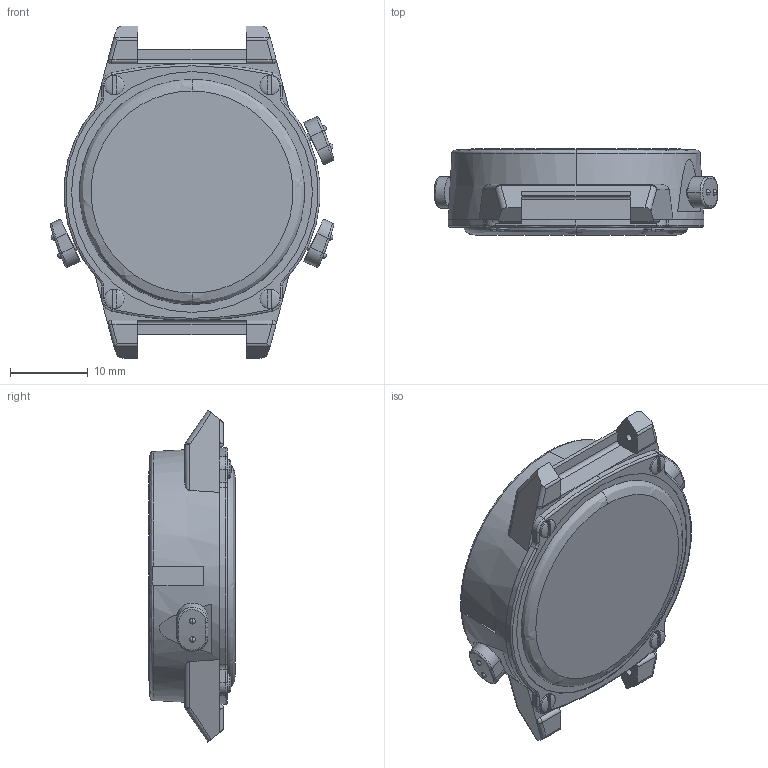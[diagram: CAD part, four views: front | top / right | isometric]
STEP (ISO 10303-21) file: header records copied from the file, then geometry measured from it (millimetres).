
FILE_DESCRIPTION (( 'STEP AP214' ), '1' );
FILE_NAME ('BG-301.STEP', '2023-01-18T15:37:49', ( '' ), ( '' ), 'SwSTEP 2.0', 'SolidWorks 2021', '' );
FILE_SCHEMA (( 'AUTOMOTIVE_DESIGN' ));
Length unit declared in the file: millimetre
Products named in the file (1): BG-301
Bounding box: 36.49 x 11.1 x 42.75 mm (x, y, z)
Volume: 9719.2 mm3; surface area: 6399.2 mm2
Topology: 3 solids, 3 shells, 224 faces, 556 edges, 350 vertices
Faces by surface type: cylinder 85, plane 80, sphere 20, torus 19, bspline 18, cone 2
Entity records: 9537 total; most frequent: CARTESIAN_POINT 4353, DIRECTION 1069, ORIENTED_EDGE 1048, EDGE_CURVE 524, AXIS2_PLACEMENT_3D 428, VERTEX_POINT 334, EDGE_LOOP 252, FACE_OUTER_BOUND 224
